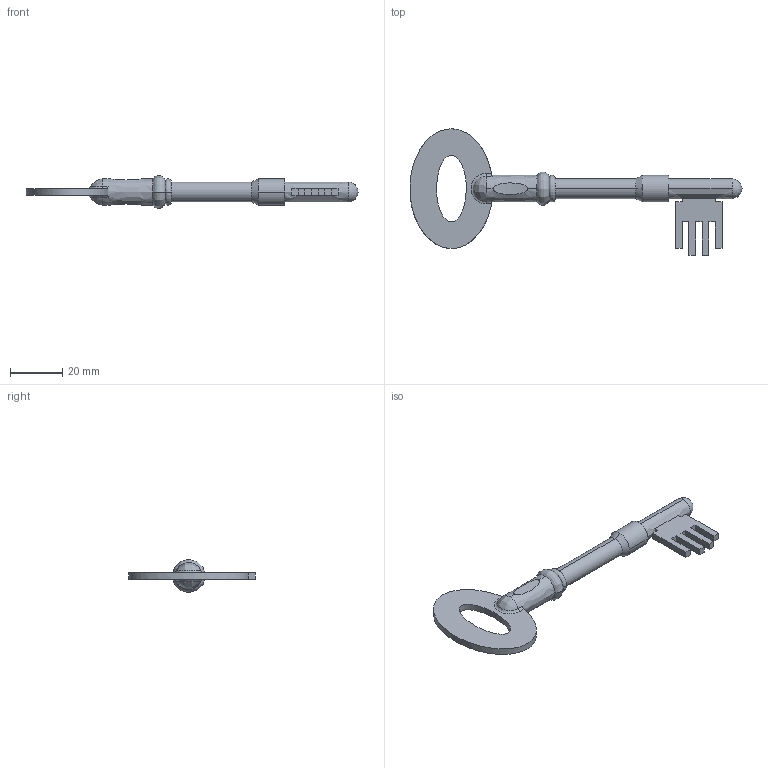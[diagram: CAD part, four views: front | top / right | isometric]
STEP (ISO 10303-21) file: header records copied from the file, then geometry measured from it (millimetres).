
FILE_DESCRIPTION((''),'2;1');
FILE_NAME('K1-PE-203-R5J','2000-10-10T',('craighome'),(''),'PRO/ENGINEER BY PARAMETRIC TECHNOLOGY CORPORATION, 2000370','PRO/ENGINEER BY PARAMETRIC TECHNOLOGY CORPORATION, 2000370','');
FILE_SCHEMA(('CONFIG_CONTROL_DESIGN','SHAPE_APPEARANCE_LAYERS_GROUPS'));
Length unit declared in the file: inch
Products named in the file (1): K1-PE
Bounding box: 126.95 x 48.26 x 12.67 mm (x, y, z)
Surface area: 5861.6 mm2 (no closed solid volume)
Topology: 0 solids, 1 shells, 52 faces, 138 edges, 88 vertices
Faces by surface type: bspline 52
Entity records: 5349 total; most frequent: CARTESIAN_POINT 2509, DIRECTION 388, VECTOR 316, LINE 316, DEFINITIONAL_REPRESENTATION 272, PCURVE 272, ORIENTED_EDGE 272, TRIMMED_CURVE 236
